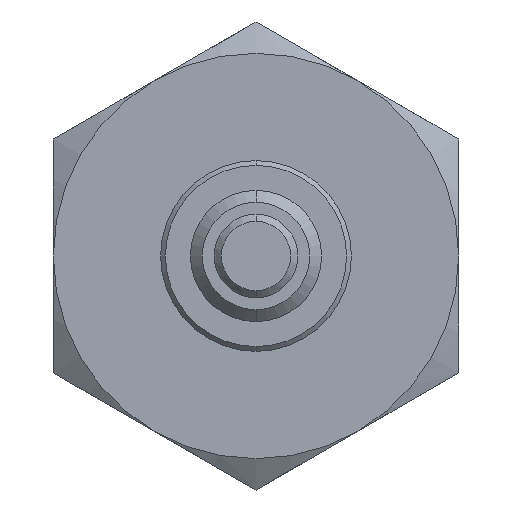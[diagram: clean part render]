
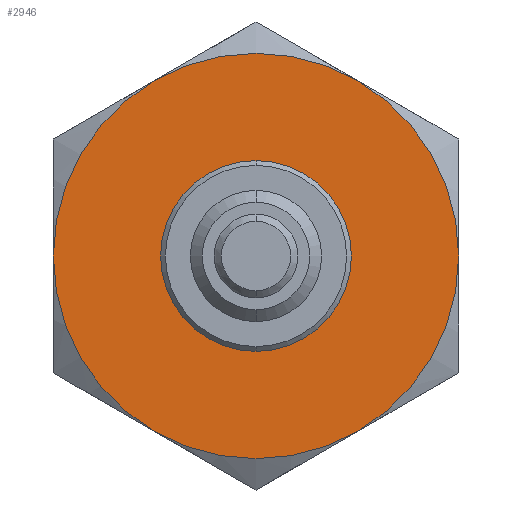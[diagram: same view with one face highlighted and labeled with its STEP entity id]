
A CAD part, front view. The second image highlights one B-rep face of the part: STEP entity #2946.
In plain terms, the highlighted planar face has unit normal (0, -1, 0).
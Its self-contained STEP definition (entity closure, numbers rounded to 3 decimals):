
#211=CARTESIAN_POINT('',(0.,-7.,0.));
#212=DIRECTION('',(0.,1.,0.));
#213=DIRECTION('',(-1.,0.,0.));
#214=AXIS2_PLACEMENT_3D('',#211,#212,#213);
#216=CARTESIAN_POINT('',(0.,-7.,0.));
#217=DIRECTION('',(0.,1.,0.));
#218=DIRECTION('',(-0.5,0.,0.866));
#219=AXIS2_PLACEMENT_3D('',#216,#217,#218);
#221=CARTESIAN_POINT('',(0.,-7.,0.));
#222=DIRECTION('',(0.,1.,0.));
#223=DIRECTION('',(0.5,0.,0.866));
#224=AXIS2_PLACEMENT_3D('',#221,#222,#223);
#226=CARTESIAN_POINT('',(0.,-7.,0.));
#227=DIRECTION('',(0.,1.,0.));
#228=DIRECTION('',(1.,0.,0.));
#229=AXIS2_PLACEMENT_3D('',#226,#227,#228);
#231=CARTESIAN_POINT('',(0.,-7.,0.));
#232=DIRECTION('',(0.,1.,0.));
#233=DIRECTION('',(0.5,0.,-0.866));
#234=AXIS2_PLACEMENT_3D('',#231,#232,#233);
#236=CARTESIAN_POINT('',(0.,-7.,0.));
#237=DIRECTION('',(0.,1.,0.));
#238=DIRECTION('',(-0.5,0.,-0.866));
#239=AXIS2_PLACEMENT_3D('',#236,#237,#238);
#241=CARTESIAN_POINT('',(0.,-7.,0.));
#242=DIRECTION('',(0.,1.,0.));
#243=DIRECTION('',(0.,0.,-1.));
#244=AXIS2_PLACEMENT_3D('',#241,#242,#243);
#246=CARTESIAN_POINT('',(0.,-7.,0.));
#247=DIRECTION('',(0.,1.,0.));
#248=DIRECTION('',(0.,0.,1.));
#249=AXIS2_PLACEMENT_3D('',#246,#247,#248);
#2364=CARTESIAN_POINT('',(-8.5,-7.,0.));
#2365=CARTESIAN_POINT('',(-4.25,-7.,7.361));
#2366=VERTEX_POINT('',#2364);
#2367=VERTEX_POINT('',#2365);
#2368=CARTESIAN_POINT('',(4.25,-7.,7.361));
#2369=VERTEX_POINT('',#2368);
#2370=CARTESIAN_POINT('',(8.5,-7.,0.));
#2371=VERTEX_POINT('',#2370);
#2372=CARTESIAN_POINT('',(4.25,-7.,-7.361));
#2373=VERTEX_POINT('',#2372);
#2374=CARTESIAN_POINT('',(-4.25,-7.,-7.361));
#2375=VERTEX_POINT('',#2374);
#2410=CARTESIAN_POINT('',(0.,-7.,-4.));
#2411=CARTESIAN_POINT('',(0.,-7.,4.));
#2412=VERTEX_POINT('',#2410);
#2413=VERTEX_POINT('',#2411);
#2923=CARTESIAN_POINT('',(0.,-7.,0.));
#2924=DIRECTION('',(0.,1.,0.));
#2925=DIRECTION('',(0.,0.,-1.));
#2926=AXIS2_PLACEMENT_3D('',#2923,#2924,#2925);
#2927=PLANE('',#2926);
#2929=ORIENTED_EDGE('',*,*,#2928,.T.);
#2931=ORIENTED_EDGE('',*,*,#2930,.T.);
#2933=ORIENTED_EDGE('',*,*,#2932,.T.);
#2935=ORIENTED_EDGE('',*,*,#2934,.T.);
#2937=ORIENTED_EDGE('',*,*,#2936,.T.);
#2939=ORIENTED_EDGE('',*,*,#2938,.T.);
#2940=EDGE_LOOP('',(#2929,#2931,#2933,#2935,#2937,#2939));
#2941=FACE_OUTER_BOUND('',#2940,.F.);
#2942=ORIENTED_EDGE('',*,*,#2890,.F.);
#2943=ORIENTED_EDGE('',*,*,#2905,.F.);
#2944=EDGE_LOOP('',(#2942,#2943));
#2945=FACE_BOUND('',#2944,.F.);
#215=CIRCLE('',#214,8.5);
#220=CIRCLE('',#219,8.5);
#225=CIRCLE('',#224,8.5);
#230=CIRCLE('',#229,8.5);
#235=CIRCLE('',#234,8.5);
#240=CIRCLE('',#239,8.5);
#245=CIRCLE('',#244,4.);
#250=CIRCLE('',#249,4.);
#2890=EDGE_CURVE('',#2412,#2413,#245,.T.);
#2905=EDGE_CURVE('',#2413,#2412,#250,.T.);
#2928=EDGE_CURVE('',#2366,#2367,#215,.T.);
#2930=EDGE_CURVE('',#2367,#2369,#220,.T.);
#2932=EDGE_CURVE('',#2369,#2371,#225,.T.);
#2934=EDGE_CURVE('',#2371,#2373,#230,.T.);
#2936=EDGE_CURVE('',#2373,#2375,#235,.T.);
#2938=EDGE_CURVE('',#2375,#2366,#240,.T.);
#2946=ADVANCED_FACE('',(#2941,#2945),#2927,.F.);
